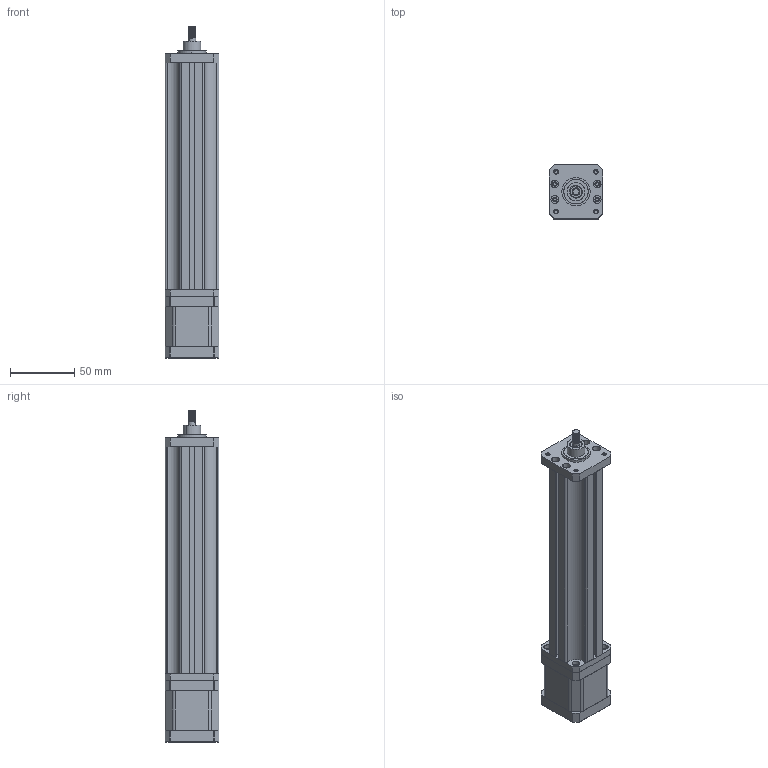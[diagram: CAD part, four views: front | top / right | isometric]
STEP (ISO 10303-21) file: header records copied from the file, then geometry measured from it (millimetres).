
FILE_DESCRIPTION (( 'STEP AP203' ), '1' );
FILE_NAME ('42HF4813-150.STEP', '2024-11-27T07:12:10', ( '' ), ( '' ), 'SwSTEP 2.0', 'SolidWorks 2021', '' );
FILE_SCHEMA (( 'CONFIG_CONTROL_DESIGN' ));
Length unit declared in the file: millimetre
Products named in the file (13): 48____.STEP; 笢潔賑輸; 42__.STEP; M3x40.STEP; 傷裔奻; 蹟恇; 42HS4813A4.STEP; 42HF4813-150; 諾陑嫖裝175; 42____.STEP; 端盖密封圈; 傷裔狟; 倰第嶺扥177
Assembly tree (15 placements, depth 3):
  42HF4813-150
    倰第嶺扥177
    傷裔狟
    端盖密封圈
    傷裔奻
    蹟恇
    諾陑嫖裝175
    笢潔賑輸
    42HS4813A4.STEP
      42____.STEP
      42__.STEP
      48____.STEP
      M3x40.STEP  x4
Bounding box: 42 x 42 x 258.42 mm (x, y, z)
Volume: 239531.7 mm3; surface area: 110282.3 mm2
Topology: 15 solids, 15 shells, 880 faces, 2328 edges, 1516 vertices
Faces by surface type: cylinder 557, plane 250, bspline 47, torus 12, sphere 8, cone 6
Entity records: 41739 total; most frequent: CARTESIAN_POINT 21699, ORIENTED_EDGE 4246, DIRECTION 3595, EDGE_CURVE 2123, VERTEX_POINT 1384, AXIS2_PLACEMENT_3D 1307, VECTOR 981, LINE 981
